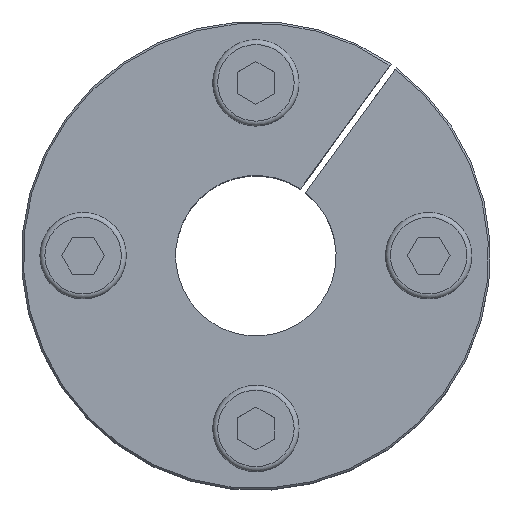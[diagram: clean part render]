
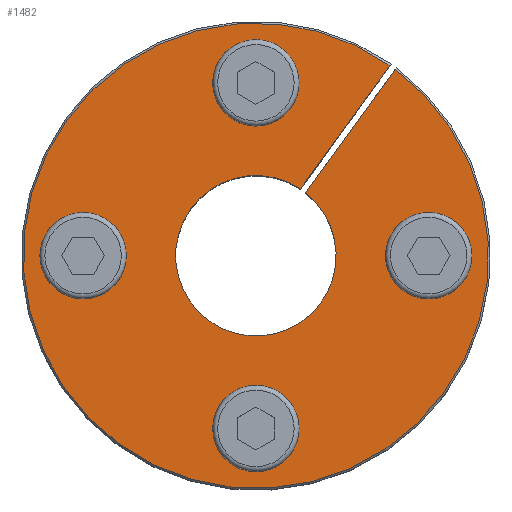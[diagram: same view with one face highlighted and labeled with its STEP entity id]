
A CAD part, top view. The second image highlights one B-rep face of the part: STEP entity #1482.
In plain terms, the highlighted planar face has unit normal (0, 0, 1).
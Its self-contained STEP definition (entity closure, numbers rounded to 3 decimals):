
#119=LINE('',#2428,#233);
#125=LINE('',#2444,#239);
#233=VECTOR('',#1940,1.);
#239=VECTOR('',#1950,1.);
#303=PLANE('',#1648);
#351=FACE_BOUND('',#553,.T.);
#352=FACE_BOUND('',#554,.T.);
#353=FACE_BOUND('',#555,.T.);
#354=FACE_BOUND('',#556,.T.);
#436=FACE_OUTER_BOUND('',#552,.T.);
#552=EDGE_LOOP('',(#1293,#1294,#1295,#1296));
#553=EDGE_LOOP('',(#1297));
#554=EDGE_LOOP('',(#1298));
#555=EDGE_LOOP('',(#1299));
#556=EDGE_LOOP('',(#1300));
#563=CIRCLE('',#1522,3.5);
#570=CIRCLE('',#1542,3.5);
#577=CIRCLE('',#1562,3.5);
#584=CIRCLE('',#1582,3.5);
#615=CIRCLE('',#1645,18.85);
#616=CIRCLE('',#1647,6.5);
#635=VERTEX_POINT('',#2113);
#654=VERTEX_POINT('',#2170);
#673=VERTEX_POINT('',#2227);
#692=VERTEX_POINT('',#2284);
#708=VERTEX_POINT('',#2395);
#722=VERTEX_POINT('',#2426);
#728=VERTEX_POINT('',#2440);
#730=VERTEX_POINT('',#2443);
#773=EDGE_CURVE('',#635,#635,#563,.T.);
#798=EDGE_CURVE('',#654,#654,#570,.T.);
#823=EDGE_CURVE('',#673,#673,#577,.T.);
#848=EDGE_CURVE('',#692,#692,#584,.T.);
#884=EDGE_CURVE('',#708,#722,#119,.T.);
#891=EDGE_CURVE('',#730,#728,#125,.T.);
#931=EDGE_CURVE('',#708,#728,#615,.T.);
#932=EDGE_CURVE('',#722,#730,#616,.T.);
#1293=ORIENTED_EDGE('',*,*,#884,.T.);
#1294=ORIENTED_EDGE('',*,*,#932,.T.);
#1295=ORIENTED_EDGE('',*,*,#891,.T.);
#1296=ORIENTED_EDGE('',*,*,#931,.F.);
#1297=ORIENTED_EDGE('',*,*,#773,.T.);
#1298=ORIENTED_EDGE('',*,*,#798,.T.);
#1299=ORIENTED_EDGE('',*,*,#823,.T.);
#1300=ORIENTED_EDGE('',*,*,#848,.T.);
#1482=ADVANCED_FACE('',(#436,#351,#352,#353,#354),#303,.T.);
#1522=AXIS2_PLACEMENT_3D('',#2114,#1707,#1708);
#1542=AXIS2_PLACEMENT_3D('',#2171,#1765,#1766);
#1562=AXIS2_PLACEMENT_3D('',#2228,#1823,#1824);
#1582=AXIS2_PLACEMENT_3D('',#2285,#1881,#1882);
#1645=AXIS2_PLACEMENT_3D('',#2524,#2049,#2050);
#1647=AXIS2_PLACEMENT_3D('',#2526,#2053,#2054);
#1648=AXIS2_PLACEMENT_3D('',#2527,#2055,#2056);
#1707=DIRECTION('center_axis',(0.,0.,
-1.));
#1708=DIRECTION('ref_axis',(-1.,0.,0.));
#1765=DIRECTION('center_axis',(0.,0.,
-1.));
#1766=DIRECTION('ref_axis',(0.,-1.,0.));
#1823=DIRECTION('center_axis',(0.,0.,
-1.));
#1824=DIRECTION('ref_axis',(1.,0.,0.));
#1881=DIRECTION('center_axis',(0.,0.,
-1.));
#1882=DIRECTION('ref_axis',(0.,1.,0.));
#1940=DIRECTION('',(-0.588,-0.809,0.));
#1950=DIRECTION('',(0.588,0.809,0.));
#2049=DIRECTION('center_axis',(0.,0.,-1.));
#2050=DIRECTION('ref_axis',(0.,1.,0.));
#2053=DIRECTION('center_axis',(0.,0.,-1.));
#2054=DIRECTION('ref_axis',(0.,1.,0.));
#2055=DIRECTION('center_axis',(0.,0.,
1.));
#2056=DIRECTION('ref_axis',(0.,-1.,0.));
#2113=CARTESIAN_POINT('',(-17.5,0.,0.));
#2114=CARTESIAN_POINT('Origin',(-14.,0.,0.));
#2170=CARTESIAN_POINT('',(0.,-17.5,0.));
#2171=CARTESIAN_POINT('Origin',(0.,-14.,0.));
#2227=CARTESIAN_POINT('',(17.5,0.,0.));
#2228=CARTESIAN_POINT('Origin',(14.,0.,0.));
#2284=CARTESIAN_POINT('',(0.,17.5,0.));
#2285=CARTESIAN_POINT('Origin',(0.,14.,0.));
#2395=CARTESIAN_POINT('',(11.289,15.096,0.));
#2426=CARTESIAN_POINT('',(4.028,5.102,0.));
#2428=CARTESIAN_POINT('',(8.808,11.681,0.));
#2440=CARTESIAN_POINT('',(10.868,15.401,0.));
#2443=CARTESIAN_POINT('',(3.607,5.407,0.));
#2444=CARTESIAN_POINT('',(8.387,11.986,0.));
#2524=CARTESIAN_POINT('Origin',(0.,0.,0.));
#2526=CARTESIAN_POINT('Origin',(0.,0.,0.));
#2527=CARTESIAN_POINT('Origin',(0.,12.675,0.));
